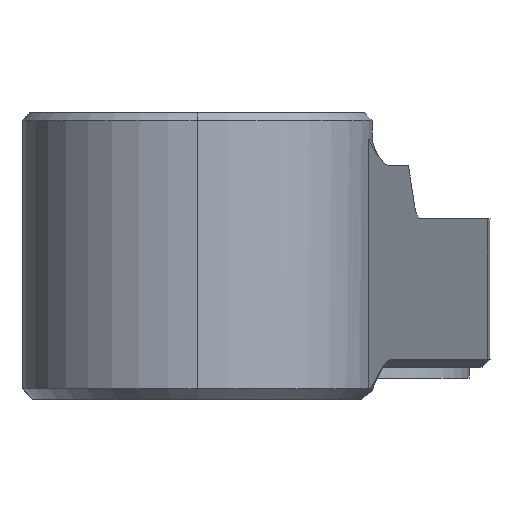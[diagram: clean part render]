
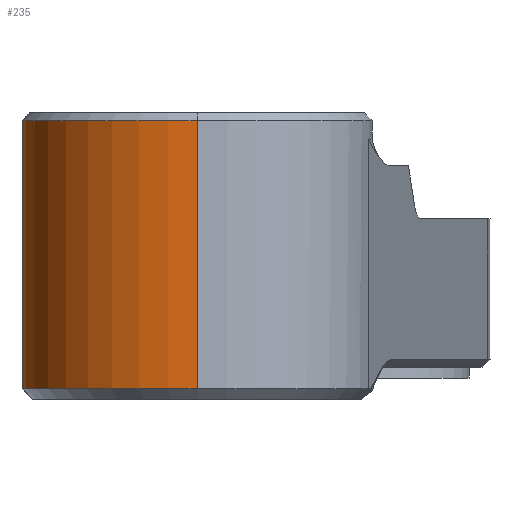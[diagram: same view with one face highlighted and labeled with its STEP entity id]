
A CAD part, left-side view. The second image highlights one B-rep face of the part: STEP entity #235.
In plain terms, the highlighted cylindrical face has radius 33 mm (diameter 66 mm), a partial arc.
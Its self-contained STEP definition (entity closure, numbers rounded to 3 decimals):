
#47 = DIRECTION ( 'NONE',  ( 0., 0., 1. ) ) ;
#88 = CARTESIAN_POINT ( 'NONE',  ( -84.2, 57.018, -25. ) ) ;
#235 = ADVANCED_FACE ( 'NONE', ( #4693 ), #3968, .T. ) ;
#484 = ORIENTED_EDGE ( 'NONE', *, *, #7008, .F. ) ;
#1269 = AXIS2_PLACEMENT_3D ( 'NONE', #2045, #47, #3501 ) ;
#1938 = VECTOR ( 'NONE', #4588, 1000. ) ;
#2045 = CARTESIAN_POINT ( 'NONE',  ( -103.5, 30.25, -25. ) ) ;
#2165 = EDGE_LOOP ( 'NONE', ( #484, #8159, #7718, #7824 ) ) ;
#2605 = AXIS2_PLACEMENT_3D ( 'NONE', #3332, #3925, #8062 ) ;
#2613 = EDGE_CURVE ( 'NONE', #6644, #8008, #7961, .T. ) ;
#2687 = VECTOR ( 'NONE', #3835, 1000. ) ;
#2730 = AXIS2_PLACEMENT_3D ( 'NONE', #5168, #7168, #8561 ) ;
#2774 = CARTESIAN_POINT ( 'NONE',  ( -136.5, 30.25, 25.5 ) ) ;
#3332 = CARTESIAN_POINT ( 'NONE',  ( -103.5, 30.25, 27. ) ) ;
#3501 = DIRECTION ( 'NONE',  ( 1., 0., 0. ) ) ;
#3835 = DIRECTION ( 'NONE',  ( 0., 0., -1. ) ) ;
#3893 = CARTESIAN_POINT ( 'NONE',  ( -136.5, 30.25, 27. ) ) ;
#3925 = DIRECTION ( 'NONE',  ( 0., 0., -1. ) ) ;
#3968 = CYLINDRICAL_SURFACE ( 'NONE', #2605, 33. ) ;
#4178 = VERTEX_POINT ( 'NONE', #6366 ) ;
#4375 = EDGE_CURVE ( 'NONE', #6654, #4178, #6676, .T. ) ;
#4588 = DIRECTION ( 'NONE',  ( 0., 0., -1. ) ) ;
#4693 = FACE_OUTER_BOUND ( 'NONE', #2165, .T. ) ;
#5168 = CARTESIAN_POINT ( 'NONE',  ( -103.5, 30.25, 25.5 ) ) ;
#5762 = LINE ( 'NONE', #3893, #1938 ) ;
#6038 = CARTESIAN_POINT ( 'NONE',  ( -84.2, 57.018, 25.5 ) ) ;
#6366 = CARTESIAN_POINT ( 'NONE',  ( -136.5, 30.25, -25. ) ) ;
#6644 = VERTEX_POINT ( 'NONE', #2774 ) ;
#6654 = VERTEX_POINT ( 'NONE', #88 ) ;
#6676 = CIRCLE ( 'NONE', #1269, 33. ) ;
#6730 = LINE ( 'NONE', #8535, #2687 ) ;
#7008 = EDGE_CURVE ( 'NONE', #6644, #4178, #5762, .T. ) ;
#7064 = EDGE_CURVE ( 'NONE', #8008, #6654, #6730, .T. ) ;
#7168 = DIRECTION ( 'NONE',  ( 0., 0., -1. ) ) ;
#7718 = ORIENTED_EDGE ( 'NONE', *, *, #7064, .T. ) ;
#7824 = ORIENTED_EDGE ( 'NONE', *, *, #4375, .T. ) ;
#7961 = CIRCLE ( 'NONE', #2730, 33. ) ;
#8008 = VERTEX_POINT ( 'NONE', #6038 ) ;
#8062 = DIRECTION ( 'NONE',  ( -1., 0., 0. ) ) ;
#8159 = ORIENTED_EDGE ( 'NONE', *, *, #2613, .T. ) ;
#8535 = CARTESIAN_POINT ( 'NONE',  ( -84.2, 57.018, 27. ) ) ;
#8561 = DIRECTION ( 'NONE',  ( 1., 0., 0. ) ) ;
